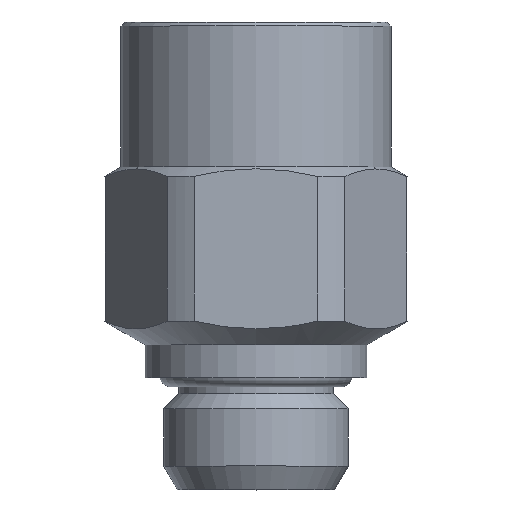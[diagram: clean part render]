
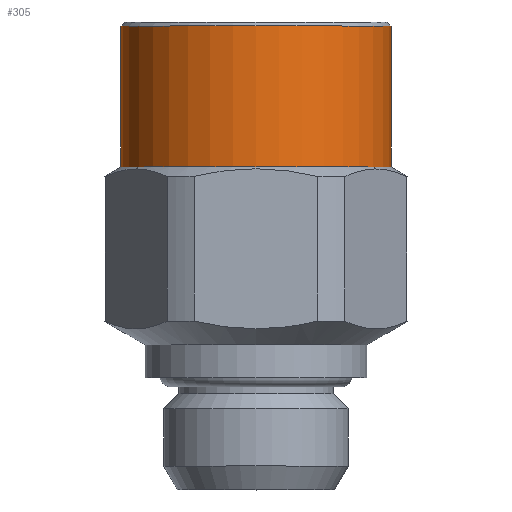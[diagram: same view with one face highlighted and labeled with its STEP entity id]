
A CAD part, top view. The second image highlights one B-rep face of the part: STEP entity #305.
In plain terms, the highlighted cylindrical face has radius 10.25 mm (diameter 20.5 mm), a full revolution.
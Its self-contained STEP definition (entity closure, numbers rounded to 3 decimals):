
#305 = ADVANCED_FACE( 'NONE', ( #736, #737 ), #738, .T. );
#736 = FACE_OUTER_BOUND( '', #1875, .T. );
#737 = FACE_OUTER_BOUND( '', #1876, .T. );
#738 = CYLINDRICAL_SURFACE( '', #1877, 10.25 );
#1875 = EDGE_LOOP( '', ( #4078 ) );
#1876 = EDGE_LOOP( '', ( #4079 ) );
#1877 = AXIS2_PLACEMENT_3D( '', #4080, #4081, #4082 );
#4078 = ORIENTED_EDGE( '', *, *, #5118, .F. );
#4079 = ORIENTED_EDGE( '', *, *, #5304, .T. );
#4080 = CARTESIAN_POINT( '', ( 0., 0., 0. ) );
#4081 = DIRECTION( '', ( 0., 1., 0. ) );
#4082 = DIRECTION( '', ( 0., 0., -1. ) );
#5118 = EDGE_CURVE( 'NONE', #5798, #5798, #5799, .T. );
#5304 = EDGE_CURVE( 'NONE', #6104, #6104, #6105, .T. );
#5798 = VERTEX_POINT( '', #7121 );
#5799 = CIRCLE( '', #7122, 10.25 );
#6104 = VERTEX_POINT( '', #8168 );
#6105 = CIRCLE( '', #8169, 10.25 );
#7121 = CARTESIAN_POINT( '', ( 0., 24.5, -10.25 ) );
#7122 = AXIS2_PLACEMENT_3D( '', #9753, #9754, #9755 );
#8168 = CARTESIAN_POINT( '', ( 0., 35.2, -10.25 ) );
#8169 = AXIS2_PLACEMENT_3D( '', #9875, #9876, #9877 );
#9753 = CARTESIAN_POINT( '', ( 0., 24.5, 0. ) );
#9754 = DIRECTION( '', ( 0., -1., 0. ) );
#9755 = DIRECTION( '', ( 0., 0., -1. ) );
#9875 = CARTESIAN_POINT( '', ( 0., 35.2, 0. ) );
#9876 = DIRECTION( '', ( 0., -1., 0. ) );
#9877 = DIRECTION( '', ( 0., 0., -1. ) );
